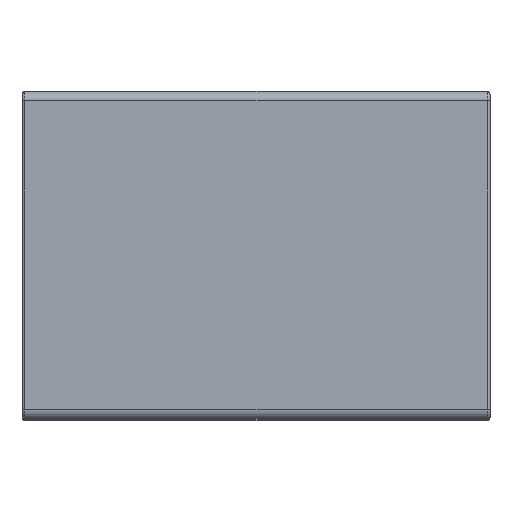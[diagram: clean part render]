
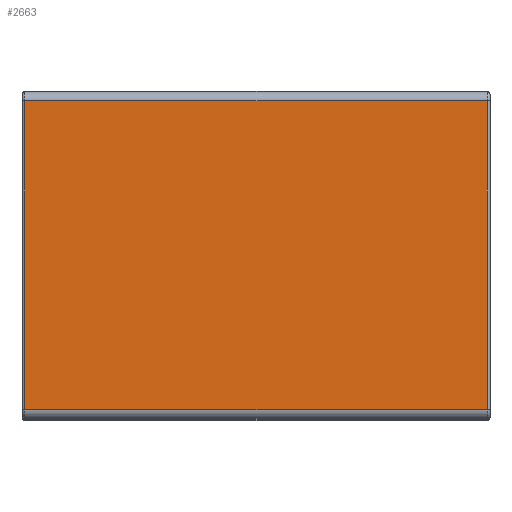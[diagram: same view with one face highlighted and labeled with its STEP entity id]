
A CAD part, top view. The second image highlights one B-rep face of the part: STEP entity #2663.
In plain terms, the highlighted planar face has unit normal (0, 0, 1).
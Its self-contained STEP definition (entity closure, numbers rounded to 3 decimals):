
#96 = LINE ( 'NONE', #5120, #1663 ) ;
#408 = EDGE_CURVE ( 'NONE', #3644, #5092, #4327, .T. ) ;
#676 = ORIENTED_EDGE ( 'NONE', *, *, #408, .T. ) ;
#1148 = FACE_OUTER_BOUND ( 'NONE', #2240, .T. ) ;
#1299 = EDGE_CURVE ( 'NONE', #3319, #3644, #8149, .T. ) ;
#1663 = VECTOR ( 'NONE', #4377, 1000. ) ;
#1729 = CARTESIAN_POINT ( 'NONE',  ( -0.68, 0.03, 0.5 ) ) ;
#1953 = CARTESIAN_POINT ( 'NONE',  ( 0.247, 0.36, 0.5 ) ) ;
#2237 = CARTESIAN_POINT ( 'NONE',  ( -0.247, 0.03, 0.5 ) ) ;
#2240 = EDGE_LOOP ( 'NONE', ( #6378, #676, #2390, #4558 ) ) ;
#2368 = DIRECTION ( 'NONE',  ( 1., 0., 0. ) ) ;
#2390 = ORIENTED_EDGE ( 'NONE', *, *, #8312, .F. ) ;
#2663 = ADVANCED_FACE ( 'NONE', ( #1148 ), #2727, .T. ) ;
#2727 = PLANE ( 'NONE',  #4794 ) ;
#2971 = DIRECTION ( 'NONE',  ( 0., -1., 0. ) ) ;
#3059 = CARTESIAN_POINT ( 'NONE',  ( -0.247, 0.03, 0.5 ) ) ;
#3319 = VERTEX_POINT ( 'NONE', #3059 ) ;
#3644 = VERTEX_POINT ( 'NONE', #8828 ) ;
#4327 = LINE ( 'NONE', #6868, #5492 ) ;
#4377 = DIRECTION ( 'NONE',  ( 1., 0., 0. ) ) ;
#4490 = CARTESIAN_POINT ( 'NONE',  ( -0.247, 0.36, 0.5 ) ) ;
#4558 = ORIENTED_EDGE ( 'NONE', *, *, #5425, .T. ) ;
#4794 = AXIS2_PLACEMENT_3D ( 'NONE', #8453, #7029, #5461 ) ;
#5043 = LINE ( 'NONE', #2237, #6956 ) ;
#5092 = VERTEX_POINT ( 'NONE', #1953 ) ;
#5120 = CARTESIAN_POINT ( 'NONE',  ( -0.68, 0.36, 0.5 ) ) ;
#5425 = EDGE_CURVE ( 'NONE', #5890, #3319, #5043, .T. ) ;
#5461 = DIRECTION ( 'NONE',  ( 1., 0., 0. ) ) ;
#5492 = VECTOR ( 'NONE', #8634, 1000. ) ;
#5890 = VERTEX_POINT ( 'NONE', #4490 ) ;
#6378 = ORIENTED_EDGE ( 'NONE', *, *, #1299, .T. ) ;
#6868 = CARTESIAN_POINT ( 'NONE',  ( 0.247, 0.03, 0.5 ) ) ;
#6956 = VECTOR ( 'NONE', #2971, 1000. ) ;
#7029 = DIRECTION ( 'NONE',  ( 0., 0., 1. ) ) ;
#7329 = VECTOR ( 'NONE', #2368, 1000. ) ;
#8149 = LINE ( 'NONE', #1729, #7329 ) ;
#8312 = EDGE_CURVE ( 'NONE', #5890, #5092, #96, .T. ) ;
#8453 = CARTESIAN_POINT ( 'NONE',  ( -0.68, 0.03, 0.5 ) ) ;
#8634 = DIRECTION ( 'NONE',  ( 0., 1., 0. ) ) ;
#8828 = CARTESIAN_POINT ( 'NONE',  ( 0.247, 0.03, 0.5 ) ) ;
